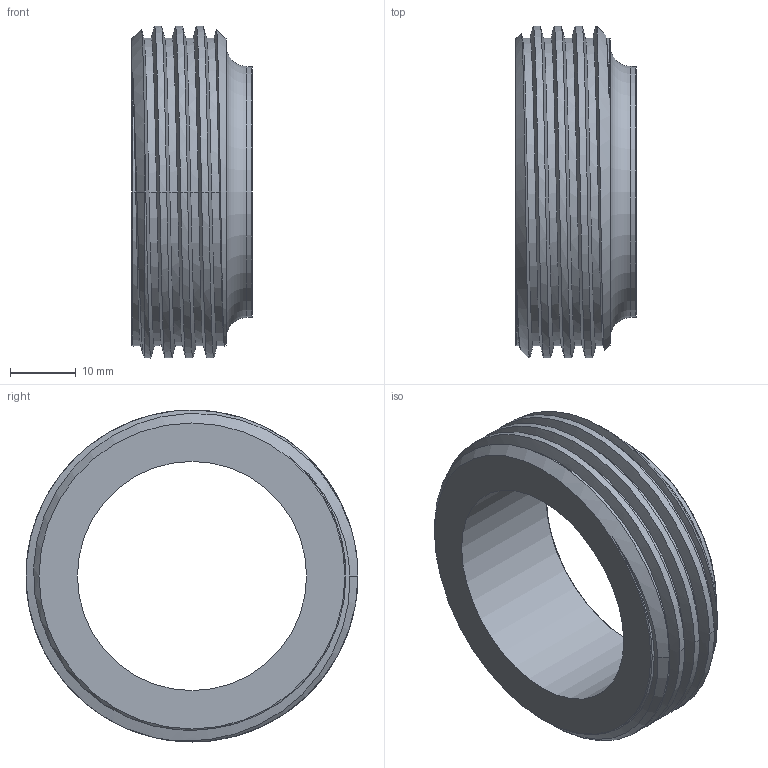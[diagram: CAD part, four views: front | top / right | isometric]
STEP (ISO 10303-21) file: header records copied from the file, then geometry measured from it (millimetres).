
FILE_DESCRIPTION(/* description */ (''),/* implementation_level */ '2;1');
FILE_NAME(/* name */ '15TRFJP-1.5.stp',/* time_stamp */ '2022-09-20T15:47:28-04:00',/* author */ ('stevend'),/* organization */ (''),/* preprocessor_version */ 'ST-DEVELOPER v18',/* originating_system */ 'Autodesk Inventor 2020',/* authorisation */ '');
FILE_SCHEMA (('AUTOMOTIVE_DESIGN { 1 0 10303 214 3 1 1 }'));
Length unit declared in the file: inch
Products named in the file (1): 15TRFJP-1.5
Bounding box: 18.26 x 50.39 x 50.4 mm (x, y, z)
Volume: 13597.8 mm3; surface area: 7739.8 mm2
Topology: 1 solids, 1 shells, 24 faces, 70 edges, 49 vertices
Faces by surface type: cylinder 13, cone 3, torus 3, plane 3, bspline 2
Full cylindrical faces by diameter (mm): 34.798 x1, 38.1 x1, 46.736 x4, 50.394 x3
Entity records: 2159 total; most frequent: CARTESIAN_POINT 1494, ORIENTED_EDGE 140, DIRECTION 120, EDGE_CURVE 70, AXIS2_PLACEMENT_3D 53, VERTEX_POINT 49, CIRCLE 30, EDGE_LOOP 27
